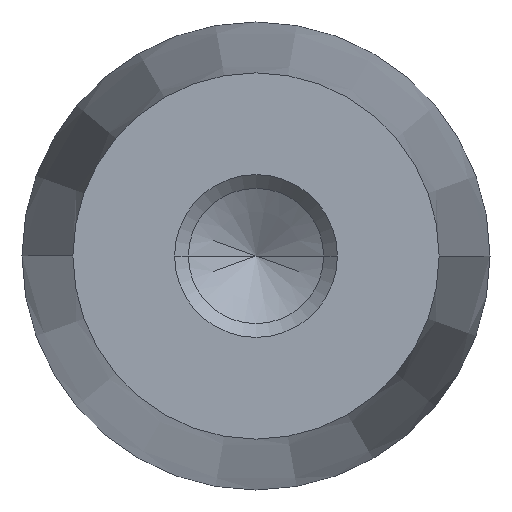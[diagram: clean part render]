
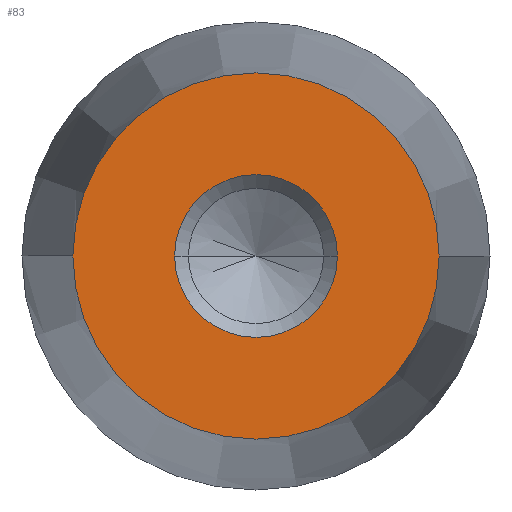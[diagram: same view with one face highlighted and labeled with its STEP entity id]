
A CAD part, front view. The second image highlights one B-rep face of the part: STEP entity #83.
In plain terms, the highlighted planar face has unit normal (0, -1, 0).
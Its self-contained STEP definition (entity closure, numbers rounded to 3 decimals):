
#83 = ADVANCED_FACE( '', ( #104, #105 ), #106, .T. );
#104 = FACE_BOUND( '', #129, .T. );
#105 = FACE_OUTER_BOUND( '', #130, .T. );
#106 = PLANE( '', #131 );
#129 = EDGE_LOOP( '', ( #192, #193 ) );
#130 = EDGE_LOOP( '', ( #194, #195 ) );
#131 = AXIS2_PLACEMENT_3D( '', #196, #197, #198 );
#192 = ORIENTED_EDGE( '', *, *, #234, .T. );
#193 = ORIENTED_EDGE( '', *, *, #235, .T. );
#194 = ORIENTED_EDGE( '', *, *, #223, .F. );
#195 = ORIENTED_EDGE( '', *, *, #237, .F. );
#196 = CARTESIAN_POINT( '', ( 4.5, 0., 0. ) );
#197 = DIRECTION( '', ( 0., -1., 0. ) );
#198 = DIRECTION( '', ( -1., 0., 0. ) );
#223 = EDGE_CURVE( '', #248, #250, #251, .T. );
#234 = EDGE_CURVE( '', #265, #267, #269, .T. );
#235 = EDGE_CURVE( '', #267, #265, #270, .T. );
#237 = EDGE_CURVE( '', #250, #248, #272, .T. );
#248 = VERTEX_POINT( '', #285 );
#250 = VERTEX_POINT( '', #288 );
#251 = CIRCLE( '', #289, 9. );
#265 = VERTEX_POINT( '', #308 );
#267 = VERTEX_POINT( '', #311 );
#269 = CIRCLE( '', #314, 4. );
#270 = CIRCLE( '', #315, 4. );
#272 = CIRCLE( '', #317, 9. );
#285 = CARTESIAN_POINT( '', ( 9., 0., 0. ) );
#288 = CARTESIAN_POINT( '', ( -9., 0., 0. ) );
#289 = AXIS2_PLACEMENT_3D( '', #329, #330, #331 );
#308 = CARTESIAN_POINT( '', ( 4., 0., 0. ) );
#311 = CARTESIAN_POINT( '', ( -4., 0., 0. ) );
#314 = AXIS2_PLACEMENT_3D( '', #348, #349, #350 );
#315 = AXIS2_PLACEMENT_3D( '', #351, #352, #353 );
#317 = AXIS2_PLACEMENT_3D( '', #357, #358, #359 );
#329 = CARTESIAN_POINT( '', ( 0., 0., 0. ) );
#330 = DIRECTION( '', ( 0., 1., 0. ) );
#331 = DIRECTION( '', ( 1., 0., 0. ) );
#348 = CARTESIAN_POINT( '', ( 0., 0., 0. ) );
#349 = DIRECTION( '', ( 0., 1., 0. ) );
#350 = DIRECTION( '', ( 1., 0., 0. ) );
#351 = CARTESIAN_POINT( '', ( 0., 0., 0. ) );
#352 = DIRECTION( '', ( 0., 1., 0. ) );
#353 = DIRECTION( '', ( 1., 0., 0. ) );
#357 = CARTESIAN_POINT( '', ( 0., 0., 0. ) );
#358 = DIRECTION( '', ( 0., 1., 0. ) );
#359 = DIRECTION( '', ( 1., 0., 0. ) );
